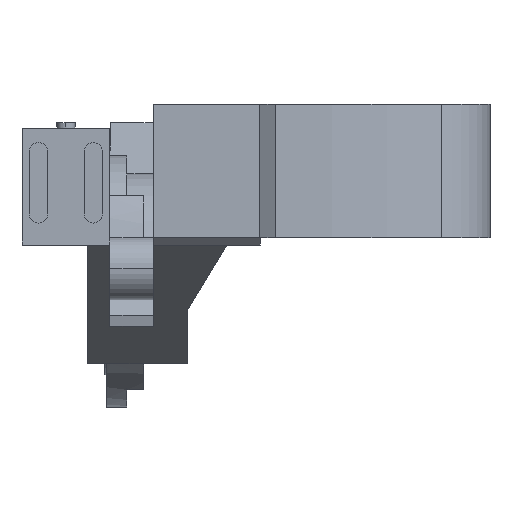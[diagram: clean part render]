
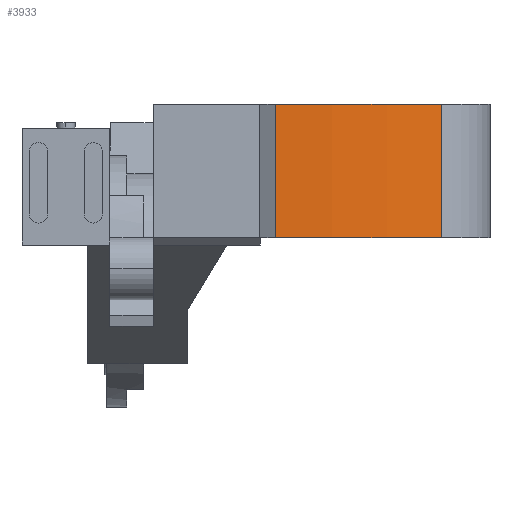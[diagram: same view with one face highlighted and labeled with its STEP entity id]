
A CAD part, left-side view. The second image highlights one B-rep face of the part: STEP entity #3933.
In plain terms, the highlighted cylindrical face has radius 1430 mm (diameter 2860 mm), a partial arc.
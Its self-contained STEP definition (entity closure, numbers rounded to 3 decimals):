
#63 = VERTEX_POINT ( 'NONE', #2626 ) ;
#70 = DIRECTION ( 'NONE',  ( 0., 0., 1. ) ) ;
#186 = VERTEX_POINT ( 'NONE', #3544 ) ;
#196 = ORIENTED_EDGE ( 'NONE', *, *, #4590, .T. ) ;
#254 = ORIENTED_EDGE ( 'NONE', *, *, #3345, .F. ) ;
#259 = AXIS2_PLACEMENT_3D ( 'NONE', #1202, #513, #1683 ) ;
#513 = DIRECTION ( 'NONE',  ( 0., 0., -1. ) ) ;
#666 = CIRCLE ( 'NONE', #259, 1430. ) ;
#811 = EDGE_LOOP ( 'NONE', ( #2508, #196, #5017, #254 ) ) ;
#1097 = CARTESIAN_POINT ( 'NONE',  ( -1429.815, -22.981, 1750. ) ) ;
#1130 = CARTESIAN_POINT ( 'NONE',  ( -1348.217, -476.667, 1750. ) ) ;
#1183 = VECTOR ( 'NONE', #70, 1000. ) ;
#1202 = CARTESIAN_POINT ( 'NONE',  ( 0., 0., 1750. ) ) ;
#1365 = DIRECTION ( 'NONE',  ( 0., 0., -1. ) ) ;
#1650 = CARTESIAN_POINT ( 'NONE',  ( -1348.217, -476.667, 1750. ) ) ;
#1683 = DIRECTION ( 'NONE',  ( 1., 0., 0. ) ) ;
#2081 = CARTESIAN_POINT ( 'NONE',  ( -1429.815, -22.981, 655.044 ) ) ;
#2167 = CIRCLE ( 'NONE', #4280, 1430. ) ;
#2221 = CARTESIAN_POINT ( 'NONE',  ( 0., 0., 1750. ) ) ;
#2464 = DIRECTION ( 'NONE',  ( 0., 0., 1. ) ) ;
#2508 = ORIENTED_EDGE ( 'NONE', *, *, #4785, .T. ) ;
#2626 = CARTESIAN_POINT ( 'NONE',  ( -1429.815, -22.981, 1385. ) ) ;
#2826 = LINE ( 'NONE', #2081, #3920 ) ;
#3007 = DIRECTION ( 'NONE',  ( -1., 0., 0. ) ) ;
#3345 = EDGE_CURVE ( 'NONE', #63, #3603, #2826, .T. ) ;
#3544 = CARTESIAN_POINT ( 'NONE',  ( -1348.217, -476.667, 1385. ) ) ;
#3603 = VERTEX_POINT ( 'NONE', #1097 ) ;
#3658 = DIRECTION ( 'NONE',  ( -1., 0., 0. ) ) ;
#3730 = CARTESIAN_POINT ( 'NONE',  ( 0., 0., 1385. ) ) ;
#3749 = EDGE_CURVE ( 'NONE', #4504, #3603, #666, .T. ) ;
#3920 = VECTOR ( 'NONE', #2464, 1000. ) ;
#3933 = ADVANCED_FACE ( 'NONE', ( #4853 ), #4875, .T. ) ;
#4086 = DIRECTION ( 'NONE',  ( 0., 0., 1. ) ) ;
#4280 = AXIS2_PLACEMENT_3D ( 'NONE', #3730, #4086, #3658 ) ;
#4331 = AXIS2_PLACEMENT_3D ( 'NONE', #2221, #1365, #3007 ) ;
#4504 = VERTEX_POINT ( 'NONE', #1130 ) ;
#4590 = EDGE_CURVE ( 'NONE', #186, #4504, #4770, .T. ) ;
#4770 = LINE ( 'NONE', #1650, #1183 ) ;
#4785 = EDGE_CURVE ( 'NONE', #63, #186, #2167, .T. ) ;
#4853 = FACE_OUTER_BOUND ( 'NONE', #811, .T. ) ;
#4875 = CYLINDRICAL_SURFACE ( 'NONE', #4331, 1430. ) ;
#5017 = ORIENTED_EDGE ( 'NONE', *, *, #3749, .T. ) ;
